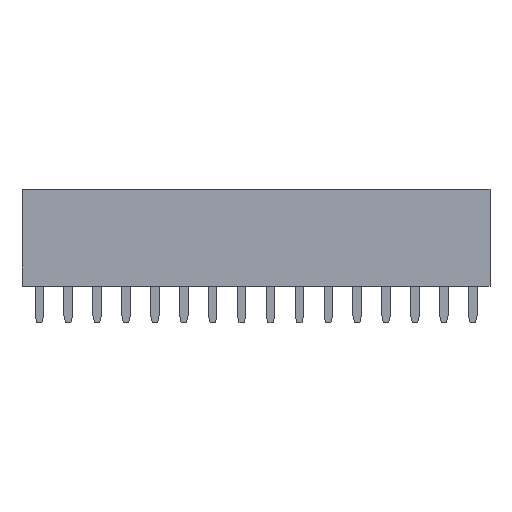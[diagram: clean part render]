
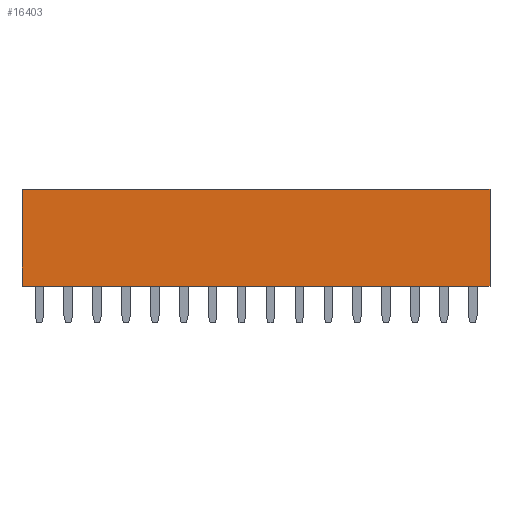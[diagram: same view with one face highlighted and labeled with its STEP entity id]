
A CAD part, top view. The second image highlights one B-rep face of the part: STEP entity #16403.
In plain terms, the highlighted planar face has unit normal (0, 0, 1).
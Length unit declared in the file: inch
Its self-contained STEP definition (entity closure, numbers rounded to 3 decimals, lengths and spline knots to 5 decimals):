
#690=PLANE('',#17587);
#1484=FACE_OUTER_BOUND('',#2310,.T.);
#2310=EDGE_LOOP('',(#14408,#14409,#14410,#14411));
#4194=LINE('',#26247,#6074);
#4201=LINE('',#26261,#6081);
#4203=LINE('',#26265,#6083);
#4204=LINE('',#26266,#6084);
#6074=VECTOR('',#21731,39.37008);
#6081=VECTOR('',#21744,39.37008);
#6083=VECTOR('',#21748,39.37008);
#6084=VECTOR('',#21749,39.37008);
#7922=VERTEX_POINT('',#26244);
#7923=VERTEX_POINT('',#26246);
#7927=VERTEX_POINT('',#26260);
#7928=VERTEX_POINT('',#26264);
#10146=EDGE_CURVE('',#7923,#7922,#4194,.T.);
#10153=EDGE_CURVE('',#7927,#7923,#4201,.T.);
#10155=EDGE_CURVE('',#7927,#7928,#4203,.T.);
#10156=EDGE_CURVE('',#7922,#7928,#4204,.T.);
#14408=ORIENTED_EDGE('',*,*,#10155,.F.);
#14409=ORIENTED_EDGE('',*,*,#10153,.T.);
#14410=ORIENTED_EDGE('',*,*,#10146,.T.);
#14411=ORIENTED_EDGE('',*,*,#10156,.T.);
#16403=ADVANCED_FACE('',(#1484),#690,.T.);
#17587=AXIS2_PLACEMENT_3D('',#26263,#21746,#21747);
#21731=DIRECTION('',(0.,-1.,0.));
#21744=DIRECTION('',(-1.,0.,0.));
#21746=DIRECTION('center_axis',(0.,0.,1.));
#21747=DIRECTION('ref_axis',(1.,0.,0.));
#21748=DIRECTION('',(0.,-1.,0.));
#21749=DIRECTION('',(1.,0.,0.));
#26244=CARTESIAN_POINT('',(0.,0.,0.));
#26246=CARTESIAN_POINT('',(0.,0.33465,0.));
#26247=CARTESIAN_POINT('',(0.,0.01969,0.));
#26260=CARTESIAN_POINT('',(1.61969,0.33465,0.));
#26261=CARTESIAN_POINT('',(-0.5,0.33465,0.));
#26263=CARTESIAN_POINT('Origin',(-0.5,0.,0.));
#26264=CARTESIAN_POINT('',(1.61969,0.,0.));
#26265=CARTESIAN_POINT('',(1.61969,0.,0.));
#26266=CARTESIAN_POINT('',(-0.5,0.,0.));
